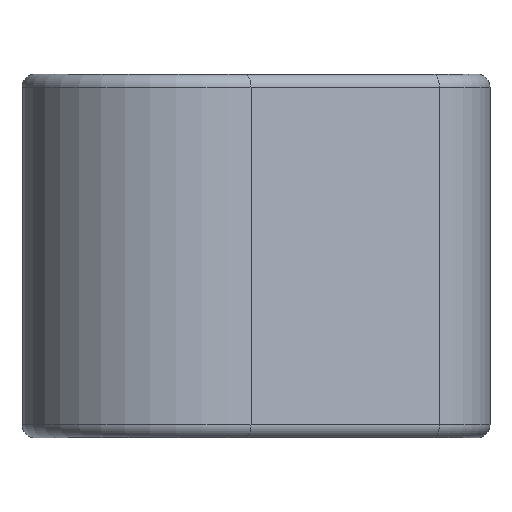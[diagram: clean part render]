
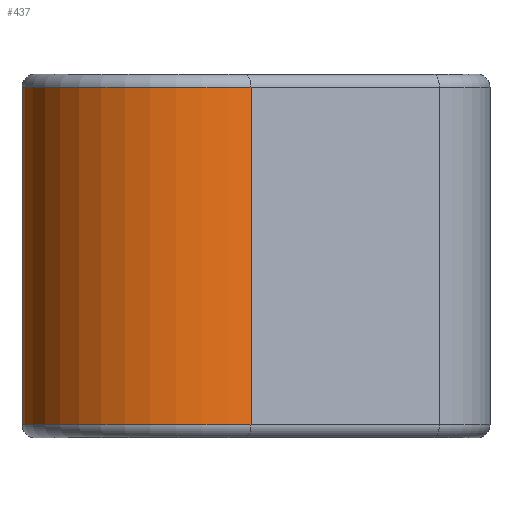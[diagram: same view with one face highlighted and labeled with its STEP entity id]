
A CAD part, left-side view. The second image highlights one B-rep face of the part: STEP entity #437.
In plain terms, the highlighted cylindrical face has radius 4.65 mm (diameter 9.3 mm), a partial arc.
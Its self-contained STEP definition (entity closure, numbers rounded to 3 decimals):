
#59=FACE_OUTER_BOUND('',#90,.T.);
#90=EDGE_LOOP('',(#389,#390,#391,#392));
#116=LINE('',#788,#142);
#119=LINE('',#798,#145);
#142=VECTOR('',#646,10.);
#145=VECTOR('',#661,10.);
#148=CIRCLE('',#457,4.65);
#168=CIRCLE('',#487,4.65);
#179=VERTEX_POINT('',#667);
#183=VERTEX_POINT('',#681);
#201=VERTEX_POINT('',#735);
#203=VERTEX_POINT('',#741);
#219=EDGE_CURVE('',#183,#179,#148,.T.);
#249=EDGE_CURVE('',#203,#201,#168,.T.);
#270=EDGE_CURVE('',#183,#201,#116,.T.);
#274=EDGE_CURVE('',#179,#203,#119,.T.);
#389=ORIENTED_EDGE('',*,*,#249,.F.);
#390=ORIENTED_EDGE('',*,*,#274,.F.);
#391=ORIENTED_EDGE('',*,*,#219,.F.);
#392=ORIENTED_EDGE('',*,*,#270,.T.);
#410=CYLINDRICAL_SURFACE('',#512,4.65);
#437=ADVANCED_FACE('',(#59),#410,.T.);
#457=AXIS2_PLACEMENT_3D('',#683,#526,#527);
#487=AXIS2_PLACEMENT_3D('',#743,#596,#597);
#512=AXIS2_PLACEMENT_3D('',#797,#659,#660);
#526=DIRECTION('center_axis',(0.,0.,-1.));
#527=DIRECTION('ref_axis',(-0.595,0.804,0.));
#596=DIRECTION('center_axis',(0.,0.,1.));
#597=DIRECTION('ref_axis',(-0.595,0.804,0.));
#646=DIRECTION('',(0.,0.,1.));
#659=DIRECTION('center_axis',(0.,0.,1.));
#660=DIRECTION('ref_axis',(0.723,0.691,0.));
#661=DIRECTION('',(0.,0.,1.));
#667=CARTESIAN_POINT('',(3.36,3.214,0.4));
#681=CARTESIAN_POINT('',(-4.055,-2.276,0.4));
#683=CARTESIAN_POINT('Origin',(0.,0.,0.4));
#735=CARTESIAN_POINT('',(-4.055,-2.276,10.6));
#741=CARTESIAN_POINT('',(3.36,3.214,10.6));
#743=CARTESIAN_POINT('Origin',(0.,0.,10.6));
#788=CARTESIAN_POINT('',(-4.055,-2.276,0.));
#797=CARTESIAN_POINT('Origin',(0.,0.,0.));
#798=CARTESIAN_POINT('',(3.36,3.214,0.));
